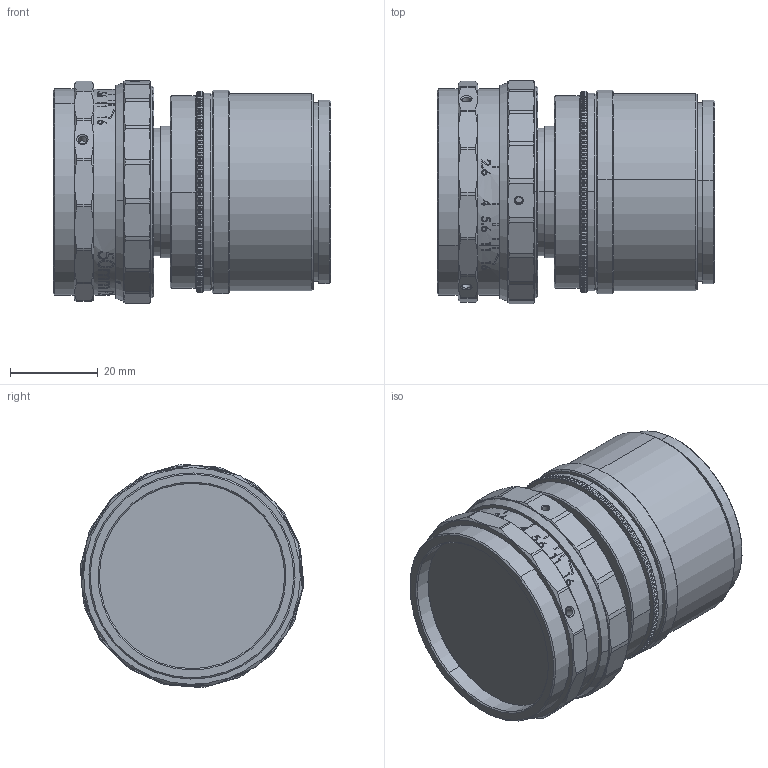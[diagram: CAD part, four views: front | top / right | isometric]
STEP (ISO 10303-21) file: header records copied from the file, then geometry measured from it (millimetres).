
FILE_DESCRIPTION (( 'STEP AP203' ), '1' );
FILE_NAME ('5026 JC.STEP', '2022-11-21T06:39:05', ( '' ), ( '' ), 'SwSTEP 2.0', 'SolidWorks 2018', '' );
FILE_SCHEMA (( 'CONFIG_CONTROL_DESIGN' ));
Length unit declared in the file: millimetre
Products named in the file (9): 5026 JC; 嫖戲畢裝; M42 X 12延长圈; M42諉諳; 翋噩芠; 嫖戲覃誹遠_JC; 覦趼遠-JC; 惕踡遠; 錨璃1^蚾饜极3
Assembly tree (7 placements, depth 2):
  5026 JC
    翋噩芠
    M42諉諳
    M42 X 12延长圈
    惕踡遠
    嫖戲畢裝
    嫖戲覃誹遠_JC
    覦趼遠-JC
  錨璃1^蚾饜极3
Bounding box: 63.2 x 50.92 x 50.85 mm (x, y, z)
Volume: 72851.7 mm3; surface area: 33306.3 mm2
Topology: 7 solids, 7 shells, 951 faces, 2791 edges, 1917 vertices
Faces by surface type: cylinder 473, plane 361, cone 117
Entity records: 38851 total; most frequent: CARTESIAN_POINT 14122, ORIENTED_EDGE 5582, DIRECTION 4210, EDGE_CURVE 2791, VERTEX_POINT 1917, AXIS2_PLACEMENT_3D 1658, B_SPLINE_CURVE_WITH_KNOTS 1200, EDGE_LOOP 1034
